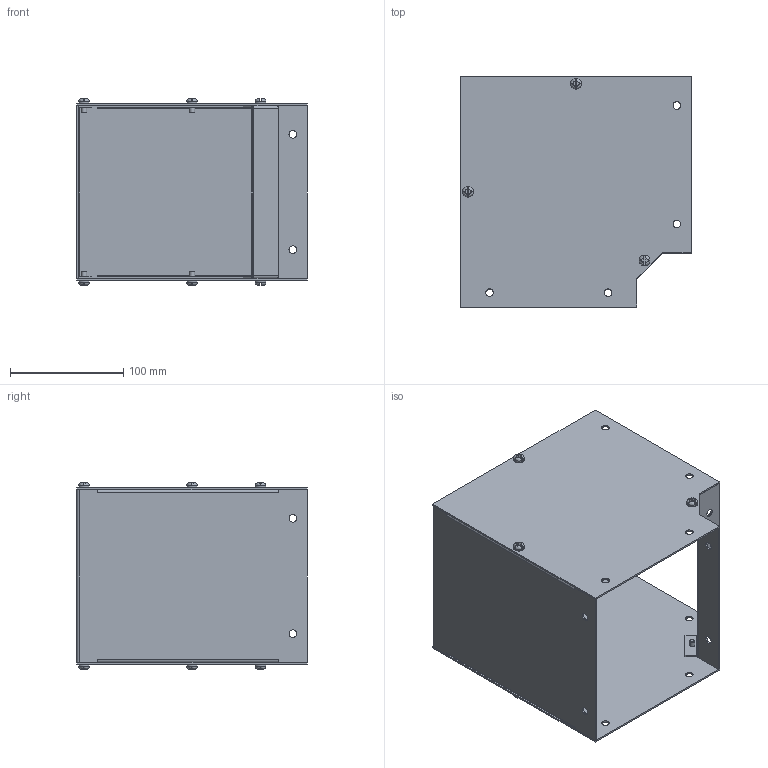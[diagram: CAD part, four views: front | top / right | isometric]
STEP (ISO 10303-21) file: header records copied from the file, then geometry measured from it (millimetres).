
FILE_DESCRIPTION (( 'STEP AP203' ), '1' );
FILE_NAME ('CWEL690.step', '2024-04-25T14:53:01', ( '' ), ( '' ), 'SwSTEP 2.0', 'SolidWorks 2023', '' );
FILE_SCHEMA (( 'CONFIG_CONTROL_DESIGN' ));
Length unit declared in the file: inch
Products named in the file (1): CWEL690
Bounding box: 203.2 x 203.2 x 164.19 mm (x, y, z)
Volume: 233214.3 mm3; surface area: 326966.8 mm2
Topology: 10 solids, 10 shells, 332 faces, 850 edges, 544 vertices
Faces by surface type: plane 198, cylinder 98, bspline 24, cone 12
Entity records: 11331 total; most frequent: CARTESIAN_POINT 3227, ORIENTED_EDGE 1700, DIRECTION 1604, EDGE_CURVE 850, AXIS2_PLACEMENT_3D 553, VERTEX_POINT 544, LINE 498, VECTOR 498
